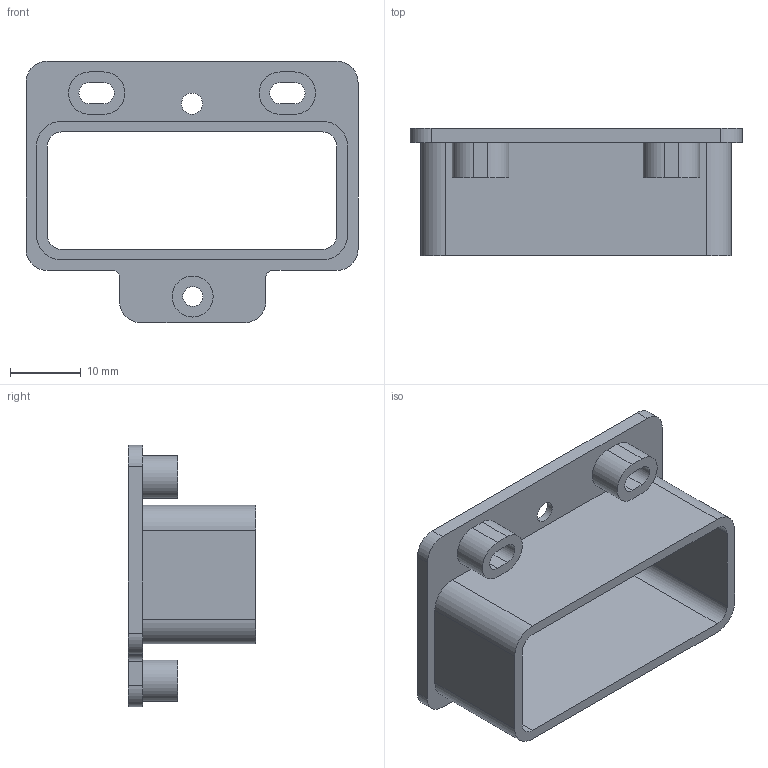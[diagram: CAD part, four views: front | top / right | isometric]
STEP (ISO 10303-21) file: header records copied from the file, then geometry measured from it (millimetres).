
FILE_DESCRIPTION(/* description */ (''),/* implementation_level */ '2;1');
FILE_NAME(/* name */ 'Film Door - No Flap.step',/* time_stamp */ '2024-10-24T23:12:15+02:00',/* author */ (''),/* organization */ (''),/* preprocessor_version */ 'ST-DEVELOPER v20',/* originating_system */ 'Autodesk Translation Framework v13.20.0.188',/* authorisation */ '');
FILE_SCHEMA (('AUTOMOTIVE_DESIGN { 1 0 10303 214 3 1 1 }'));
Length unit declared in the file: millimetre
Products named in the file (1): Film Door - No Flap
Bounding box: 47 x 18 x 37 mm (x, y, z)
Volume: 4781 mm3; surface area: 6500.5 mm2
Topology: 1 solids, 1 shells, 59 faces, 156 edges, 104 vertices
Faces by surface type: plane 31, cylinder 28
Full cylindrical faces by diameter (mm): 2.8 x1, 3 x1, 5.8 x1, 6 x1
Entity records: 1906 total; most frequent: DIRECTION 332, CARTESIAN_POINT 320, ORIENTED_EDGE 312, EDGE_CURVE 156, AXIS2_PLACEMENT_3D 116, VERTEX_POINT 104, LINE 100, VECTOR 100
